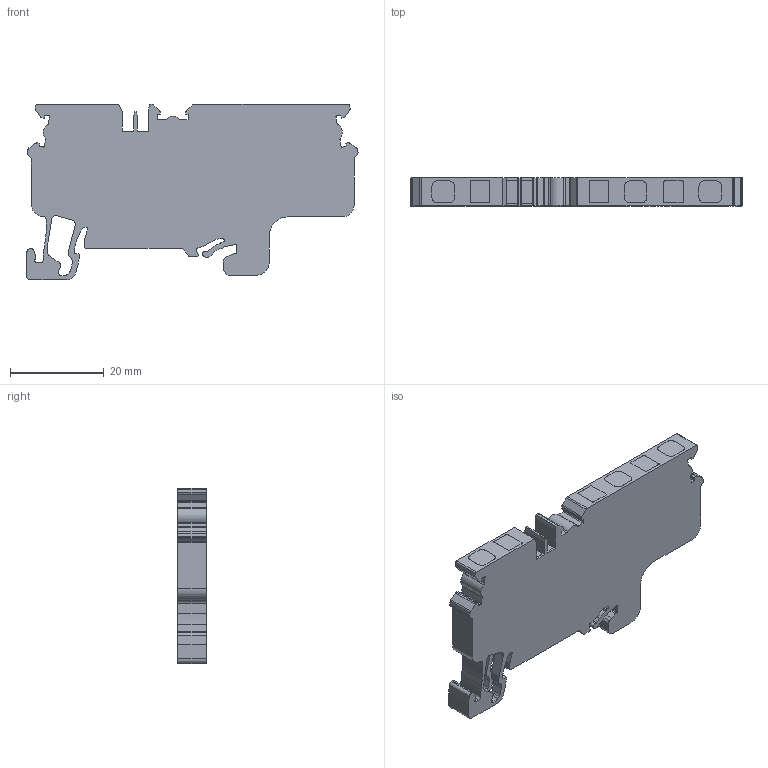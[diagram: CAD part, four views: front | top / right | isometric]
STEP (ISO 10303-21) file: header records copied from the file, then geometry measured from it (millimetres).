
FILE_DESCRIPTION(/* description */ (''),/* implementation_level */ '2;1');
FILE_NAME(/* name */ 'CXG4_3.stp',/* time_stamp */ '2016-08-16T10:04:37-04:00',/* author */ ('CAD Station'),/* organization */ (''),/* preprocessor_version */ 'ST-DEVELOPER v16.1',/* originating_system */ 'Autodesk Inventor 2016',/* authorisation */ '');
FILE_SCHEMA (('AUTOMOTIVE_DESIGN { 1 0 10303 214 3 1 1 }'));
Length unit declared in the file: metre
Products named in the file (1): CXG4_3
Bounding box: 70.8 x 6 x 37.4 mm (x, y, z)
Volume: 11077 mm3; surface area: 6749.6 mm2
Topology: 1 solids, 3 shells, 395 faces, 1155 edges, 770 vertices
Faces by surface type: plane 222, cylinder 173
Entity records: 13592 total; most frequent: CARTESIAN_POINT 2321, ORIENTED_EDGE 2310, DIRECTION 2293, EDGE_CURVE 1155, LINE 809, VECTOR 809, VERTEX_POINT 770, AXIS2_PLACEMENT_3D 742
